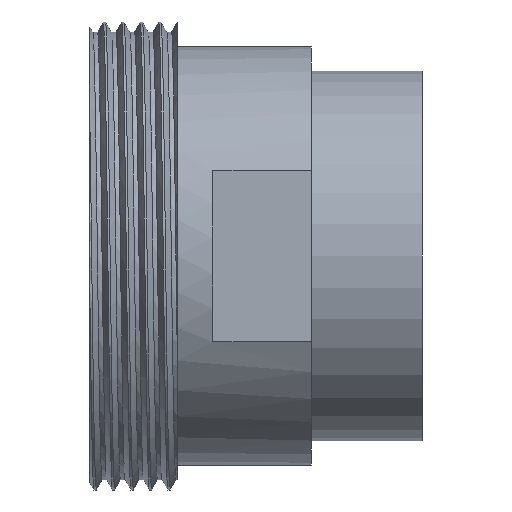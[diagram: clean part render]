
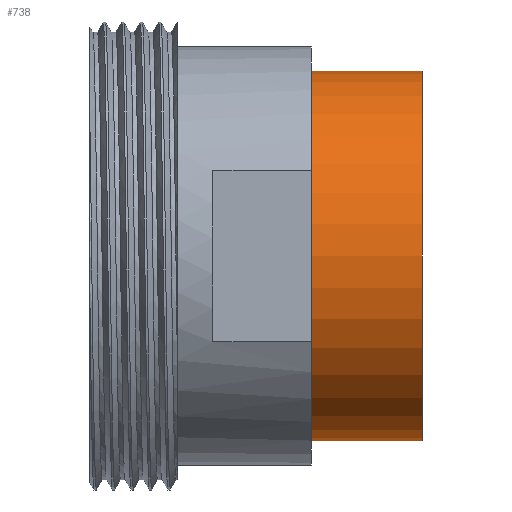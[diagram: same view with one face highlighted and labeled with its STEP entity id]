
A CAD part, front view. The second image highlights one B-rep face of the part: STEP entity #738.
In plain terms, the highlighted cylindrical face has radius 15 mm (diameter 30 mm), a partial arc.
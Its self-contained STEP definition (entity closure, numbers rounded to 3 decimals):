
#24 = DIRECTION ( 'NONE',  ( -1., 0., 0. ) ) ;
#37 = DIRECTION ( 'NONE',  ( 0., 0., 1. ) ) ;
#130 = CARTESIAN_POINT ( 'NONE',  ( 10.5, 0., -15. ) ) ;
#165 = DIRECTION ( 'NONE',  ( 0., 0., 1. ) ) ;
#167 = ORIENTED_EDGE ( 'NONE', *, *, #1273, .F. ) ;
#624 = CARTESIAN_POINT ( 'NONE',  ( 19.5, 0., -15. ) ) ;
#633 = ORIENTED_EDGE ( 'NONE', *, *, #1213, .T. ) ;
#720 = CARTESIAN_POINT ( 'NONE',  ( 10.5, 0., 15. ) ) ;
#731 = LINE ( 'NONE', #1966, #1977 ) ;
#738 = ADVANCED_FACE ( 'NONE', ( #1561 ), #1260, .T. ) ;
#779 = AXIS2_PLACEMENT_3D ( 'NONE', #1854, #1078, #165 ) ;
#809 = AXIS2_PLACEMENT_3D ( 'NONE', #1702, #1896, #37 ) ;
#867 = CIRCLE ( 'NONE', #779, 15. ) ;
#945 = EDGE_CURVE ( 'NONE', #1220, #1333, #1913, .T. ) ;
#1060 = LINE ( 'NONE', #1544, #1658 ) ;
#1078 = DIRECTION ( 'NONE',  ( -1., 0., 0. ) ) ;
#1121 = CARTESIAN_POINT ( 'NONE',  ( 19.5, 0., 0. ) ) ;
#1154 = EDGE_LOOP ( 'NONE', ( #1795, #1856, #633, #167 ) ) ;
#1213 = EDGE_CURVE ( 'NONE', #1333, #1837, #1060, .T. ) ;
#1220 = VERTEX_POINT ( 'NONE', #624 ) ;
#1260 = CYLINDRICAL_SURFACE ( 'NONE', #809, 15. ) ;
#1273 = EDGE_CURVE ( 'NONE', #1484, #1837, #867, .T. ) ;
#1333 = VERTEX_POINT ( 'NONE', #1743 ) ;
#1484 = VERTEX_POINT ( 'NONE', #130 ) ;
#1514 = DIRECTION ( 'NONE',  ( -1., 0., 0. ) ) ;
#1544 = CARTESIAN_POINT ( 'NONE',  ( -36.703, 0., 15. ) ) ;
#1561 = FACE_OUTER_BOUND ( 'NONE', #1154, .T. ) ;
#1609 = DIRECTION ( 'NONE',  ( 0., 0., 1. ) ) ;
#1656 = AXIS2_PLACEMENT_3D ( 'NONE', #1121, #1754, #1609 ) ;
#1658 = VECTOR ( 'NONE', #24, 1000. ) ;
#1702 = CARTESIAN_POINT ( 'NONE',  ( -36.703, 0., 0. ) ) ;
#1743 = CARTESIAN_POINT ( 'NONE',  ( 19.5, 0., 15. ) ) ;
#1754 = DIRECTION ( 'NONE',  ( -1., 0., 0. ) ) ;
#1763 = EDGE_CURVE ( 'NONE', #1220, #1484, #731, .T. ) ;
#1795 = ORIENTED_EDGE ( 'NONE', *, *, #1763, .F. ) ;
#1837 = VERTEX_POINT ( 'NONE', #720 ) ;
#1854 = CARTESIAN_POINT ( 'NONE',  ( 10.5, 0., 0. ) ) ;
#1856 = ORIENTED_EDGE ( 'NONE', *, *, #945, .T. ) ;
#1896 = DIRECTION ( 'NONE',  ( -1., 0., 0. ) ) ;
#1913 = CIRCLE ( 'NONE', #1656, 15. ) ;
#1966 = CARTESIAN_POINT ( 'NONE',  ( -36.703, 0., -15. ) ) ;
#1977 = VECTOR ( 'NONE', #1514, 1000. ) ;
